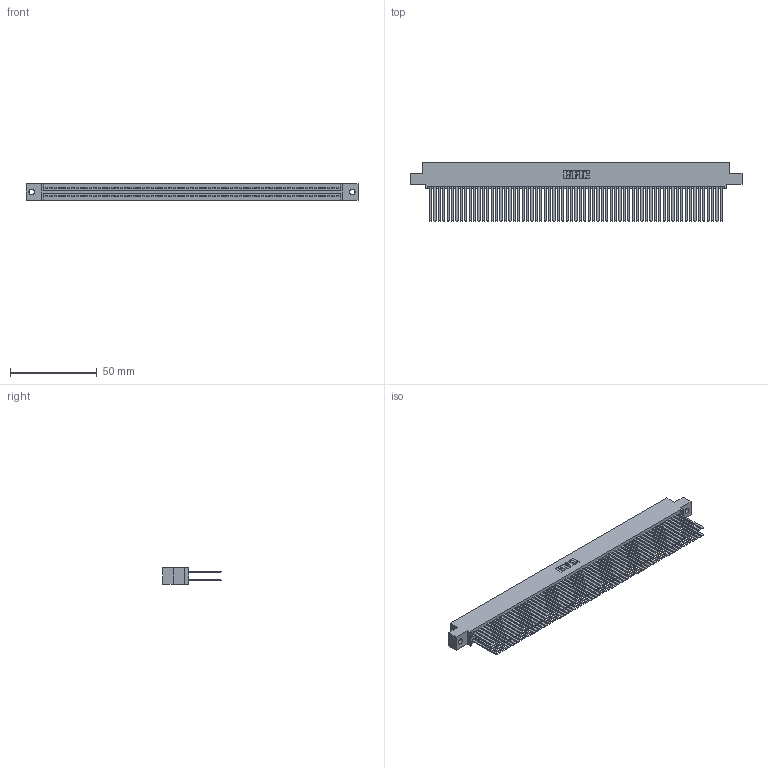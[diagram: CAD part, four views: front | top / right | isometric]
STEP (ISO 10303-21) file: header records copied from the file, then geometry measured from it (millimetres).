
FILE_DESCRIPTION (( 'STEP AP203' ), '1' );
FILE_NAME ('395-134-544-502.STEP', '2019-10-29T10:46:44', ( '' ), ( '' ), 'SwSTEP 2.0', 'SolidWorks 2016', '' );
FILE_SCHEMA (( 'CONFIG_CONTROL_DESIGN' ));
Length unit declared in the file: inch
Products named in the file (3): 345-292-001_345-293-144; 395-134-544-502; 345 Part_0.110 Offset - 0.128 Dia
Assembly tree (135 placements, depth 2):
  395-134-544-502
    345 Part_0.110 Offset - 0.128 Dia
    345-292-001_345-293-144  x134
Bounding box: 191.39 x 33.96 x 9.4 mm (x, y, z)
Volume: 20592.2 mm3; surface area: 36248.5 mm2
Topology: 135 solids, 135 shells, 6026 faces, 17907 edges, 11758 vertices
Faces by surface type: plane 3970, cylinder 2056
Entity records: 49155 total; most frequent: CARTESIAN_POINT 8216, ORIENTED_EDGE 8150, DIRECTION 7211, EDGE_CURVE 4075, VECTOR 3679, LINE 3679, VERTEX_POINT 2714, AXIS2_PLACEMENT_3D 1766
